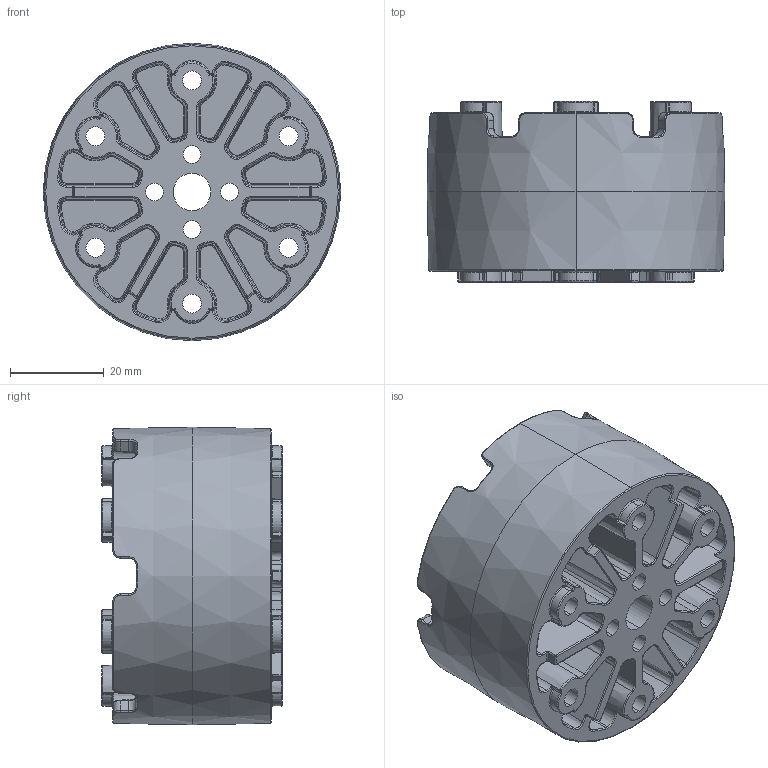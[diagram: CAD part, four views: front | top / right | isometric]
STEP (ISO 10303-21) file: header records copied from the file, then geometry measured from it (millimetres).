
FILE_DESCRIPTION (( 'STEP AP203' ), '1' );
FILE_NAME ('am-4734_hub 4 IN Ball Bearing Mecanum Hub, Nub Bore.STEP', '2022-06-10T21:02:05', ( '' ), ( '' ), 'SwSTEP 2.0', 'SolidWorks 2021', '' );
FILE_SCHEMA (( 'CONFIG_CONTROL_DESIGN' ));
Length unit declared in the file: inch
Products named in the file (1): am-4734_hub 4 IN Ball Bearing Mecanum Hub, Nub Bore
Bounding box: 63.5 x 38.57 x 63.5 mm (x, y, z)
Volume: 62495.7 mm3; surface area: 32962.9 mm2
Topology: 1 solids, 1 shells, 1235 faces, 2924 edges, 1680 vertices
Faces by surface type: bspline 432, torus 355, cylinder 216, cone 107, plane 99, sphere 26
Entity records: 47932 total; most frequent: CARTESIAN_POINT 22124, ORIENTED_EDGE 5824, DIRECTION 5113, EDGE_CURVE 2912, AXIS2_PLACEMENT_3D 2359, VERTEX_POINT 1680, CIRCLE 1555, EDGE_LOOP 1258
